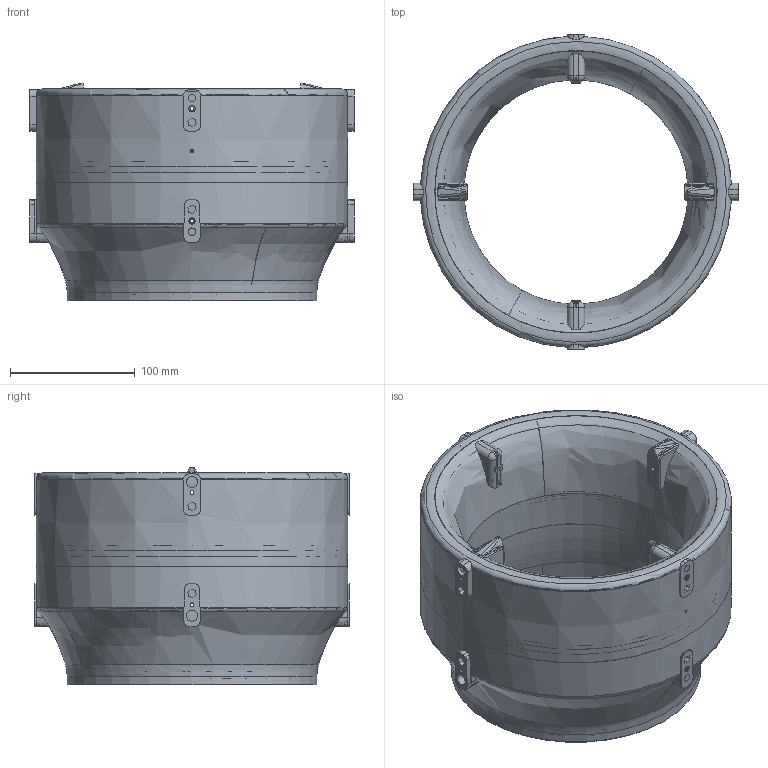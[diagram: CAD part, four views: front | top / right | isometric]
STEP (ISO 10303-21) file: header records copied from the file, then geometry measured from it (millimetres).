
FILE_DESCRIPTION(/* description */ (''),/* implementation_level */ '2;1');
FILE_NAME(/* name */ 'Athena v1.63 Shroud v37 v1.step',/* time_stamp */ '2018-08-11T12:02:35+02:00',/* author */ (''),/* organization */ (''),/* preprocessor_version */ 'ST-DEVELOPER v17',/* originating_system */ 'Autodesk Translation Framework v7.1.0.215',/* authorisation */ '');
FILE_SCHEMA (('AUTOMOTIVE_DESIGN { 1 0 10303 214 3 1 1 }'));
Length unit declared in the file: millimetre
Products named in the file (3): Athena v1.63 Shroud v37; Athena v1; Athena AE Basic Shroud v1
Assembly tree (2 placements, depth 3):
  Athena v1.63 Shroud v37
    Athena v1
      Athena AE Basic Shroud v1
Bounding box: 260 x 252 x 174.61 mm (x, y, z)
Volume: 290552 mm3; surface area: 538138 mm2
Topology: 1 solids, 11 shells, 703 faces, 1828 edges, 1188 vertices
Faces by surface type: cylinder 215, plane 206, bspline 183, torus 64, cone 27, sphere 8
Full cylindrical faces by diameter (mm): 3.2 x12, 4.8 x4, 5 x18, 5.2 x6, 5.8 x10, 6 x5, 9 x5, 10 x8, 10.2 x4, 10.5 x17, 10.7 x7, 180 x1, 182 x2, 182.4 x1, 183.774 x1, 184 x1, 200.207 x1
Entity records: 43344 total; most frequent: CARTESIAN_POINT 27286, ORIENTED_EDGE 3644, DIRECTION 2789, EDGE_CURVE 1822, VERTEX_POINT 1187, AXIS2_PLACEMENT_3D 1110, EDGE_LOOP 841, FACE_OUTER_BOUND 703
